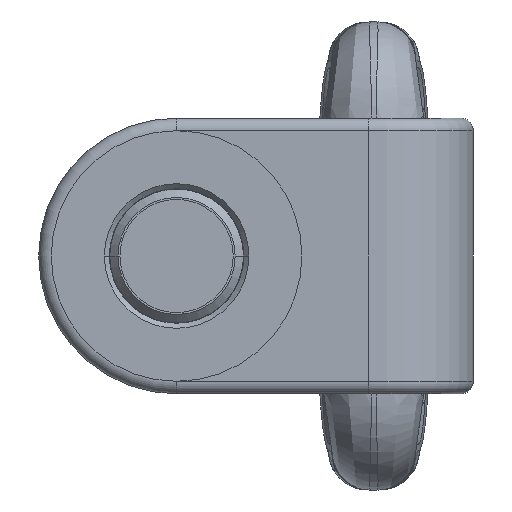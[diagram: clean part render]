
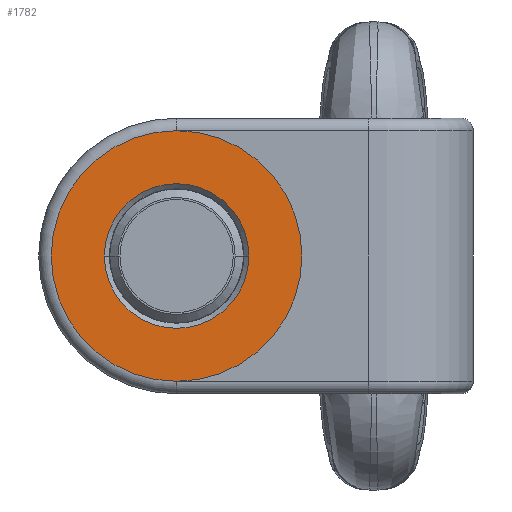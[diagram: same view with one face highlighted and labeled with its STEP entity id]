
A CAD part, front view. The second image highlights one B-rep face of the part: STEP entity #1782.
In plain terms, the highlighted face is planar.
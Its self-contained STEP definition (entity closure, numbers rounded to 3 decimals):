
#1284=CARTESIAN_POINT('',(0.,0.,0.));
#1285=DIRECTION('',(1.,0.,0.));
#1286=DIRECTION('',(0.,1.,0.));
#1287=AXIS2_PLACEMENT_3D('',#1284,#1285,#1286);
#1297=CARTESIAN_POINT('',(0.,0.,0.));
#1298=DIRECTION('',(-1.,0.,0.));
#1299=DIRECTION('',(0.,1.,0.));
#1300=AXIS2_PLACEMENT_3D('',#1297,#1298,#1299);
#1434=CARTESIAN_POINT('',(0.,0.,0.));
#1435=DIRECTION('',(-1.,0.,0.));
#1436=DIRECTION('',(0.,1.,0.));
#1437=AXIS2_PLACEMENT_3D('',#1434,#1435,#1436);
#1439=CARTESIAN_POINT('',(0.,0.,0.));
#1440=DIRECTION('',(1.,0.,0.));
#1441=DIRECTION('',(0.,1.,0.));
#1442=AXIS2_PLACEMENT_3D('',#1439,#1440,#1441);
#1472=CARTESIAN_POINT('',(0.,8.65,0.));
#1474=VERTEX_POINT('',#1472);
#1483=CARTESIAN_POINT('',(0.,15.,0.));
#1485=VERTEX_POINT('',#1483);
#1486=CARTESIAN_POINT('',(0.,-8.65,0.));
#1488=VERTEX_POINT('',#1486);
#1497=CARTESIAN_POINT('',(0.,-15.,0.));
#1499=VERTEX_POINT('',#1497);
#1769=CARTESIAN_POINT('',(0.,0.,0.));
#1770=DIRECTION('',(1.,0.,0.));
#1771=DIRECTION('',(0.,-1.,0.));
#1772=AXIS2_PLACEMENT_3D('',#1769,#1770,#1771);
#1773=PLANE('',#1772);
#1774=ORIENTED_EDGE('',*,*,#1762,.F.);
#1775=ORIENTED_EDGE('',*,*,#1751,.T.);
#1776=EDGE_LOOP('',(#1774,#1775));
#1777=FACE_OUTER_BOUND('',#1776,.F.);
#1778=ORIENTED_EDGE('',*,*,#1527,.F.);
#1779=ORIENTED_EDGE('',*,*,#1545,.T.);
#1780=EDGE_LOOP('',(#1778,#1779));
#1781=FACE_BOUND('',#1780,.F.);
#1782=ADVANCED_FACE('',(#1777,#1781),#1773,.F.);
#1288=CIRCLE('',#1287,8.65);
#1301=CIRCLE('',#1300,8.65);
#1438=CIRCLE('',#1437,15.);
#1443=CIRCLE('',#1442,15.);
#1527=EDGE_CURVE('',#1474,#1488,#1288,.T.);
#1545=EDGE_CURVE('',#1474,#1488,#1301,.T.);
#1751=EDGE_CURVE('',#1485,#1499,#1443,.T.);
#1762=EDGE_CURVE('',#1485,#1499,#1438,.T.);
